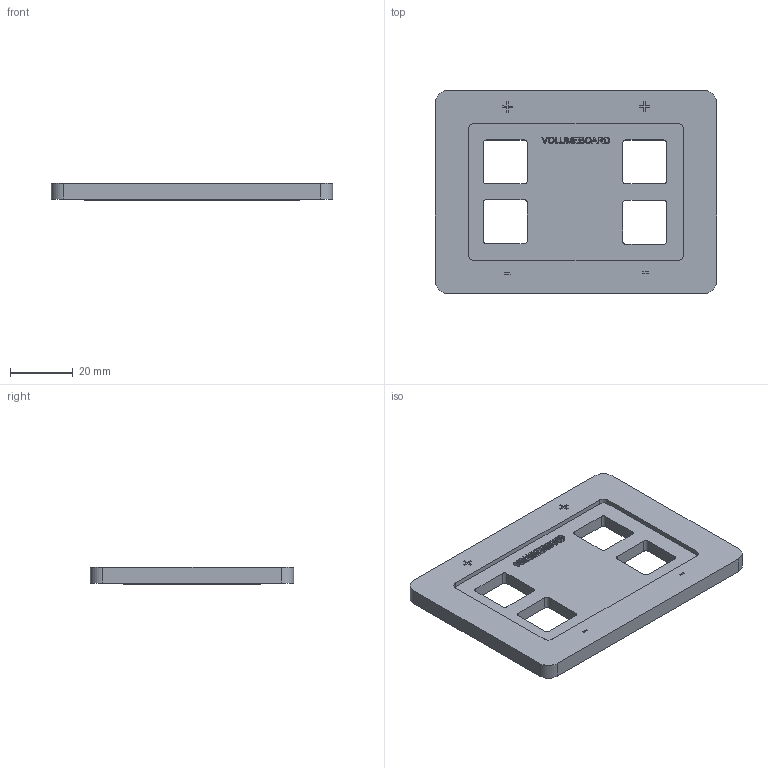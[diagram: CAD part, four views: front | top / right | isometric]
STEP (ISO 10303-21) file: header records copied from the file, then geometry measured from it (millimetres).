
FILE_DESCRIPTION(/* description */ (''),/* implementation_level */ '2;1');
FILE_NAME(/* name */ '21bb7d6c-facb-4717-8702-ef5e724f9d4e.stp',/* time_stamp */ '2025-06-24T20:33:16Z',/* author */ (''),/* organization */ (''),/* preprocessor_version */ 'ST-DEVELOPER v20.1',/* originating_system */ 'Autodesk Translation Framework v14.10.0.0',/* authorisation */ '');
FILE_SCHEMA (('AUTOMOTIVE_DESIGN { 1 0 10303 214 3 1 1 }'));
Length unit declared in the file: millimetre
Products named in the file (1): Top
Bounding box: 89.54 x 64.72 x 5.5 mm (x, y, z)
Volume: 22805.2 mm3; surface area: 12962.6 mm2
Topology: 1 solids, 1 shells, 304 faces, 834 edges, 556 vertices
Faces by surface type: plane 167, bspline 113, cylinder 24
Entity records: 10665 total; most frequent: CARTESIAN_POINT 3616, ORIENTED_EDGE 1668, DIRECTION 1040, EDGE_CURVE 834, LINE 560, VECTOR 560, VERTEX_POINT 556, EDGE_LOOP 336
